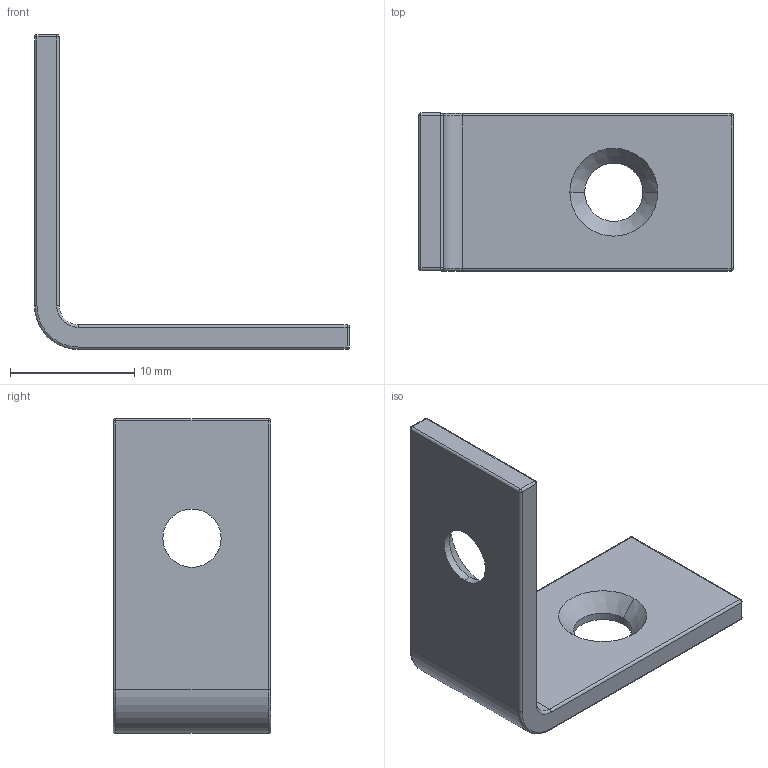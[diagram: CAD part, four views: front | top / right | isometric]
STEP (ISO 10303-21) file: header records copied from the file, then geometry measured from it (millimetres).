
FILE_DESCRIPTION (( 'STEP AP203' ), '1' );
FILE_NAME ('1556A41_Galvanized Steel Corner Bracket.STEP', '2023-01-05T14:31:19', ( 'Administrator' ), ( 'Managed by Terraform' ), 'SwSTEP 2.0', 'SolidWorks 2017', '' );
FILE_SCHEMA (( 'CONFIG_CONTROL_DESIGN' ));
Length unit declared in the file: inch
Products named in the file (1): 1556A41_Galvanized Steel Corner Bracket
Bounding box: 25.4 x 12.7 x 25.4 mm (x, y, z)
Volume: 1108.9 mm3; surface area: 1403.9 mm2
Topology: 1 solids, 1 shells, 46 faces, 104 edges, 52 vertices
Faces by surface type: cylinder 22, plane 8, sphere 8, cone 4, torus 4
Entity records: 1291 total; most frequent: DIRECTION 242, CARTESIAN_POINT 195, ORIENTED_EDGE 192, AXIS2_PLACEMENT_3D 99, EDGE_CURVE 96, VERTEX_POINT 52, CIRCLE 52, EDGE_LOOP 50
